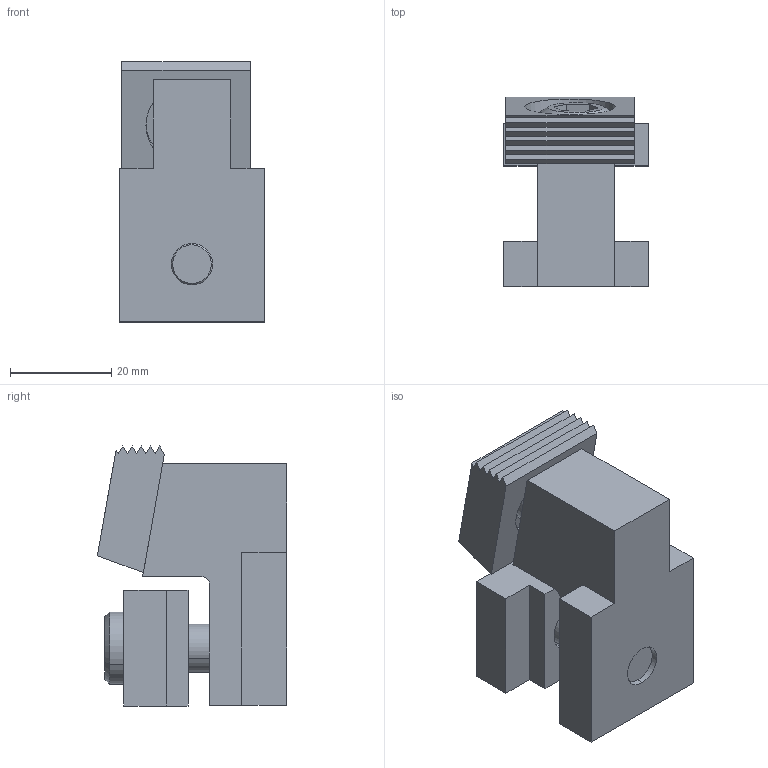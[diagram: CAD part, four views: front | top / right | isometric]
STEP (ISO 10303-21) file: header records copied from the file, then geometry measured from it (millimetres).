
FILE_DESCRIPTION (( 'STEP AP203' ), '1' );
FILE_NAME ('SW3dPS-52224.step', '2012-06-25T16:21:11', ( 'SysAdmin' ), ( 'SolidWorks' ), 'SwSTEP 2.0', 'SolidWorks 2012', '' );
FILE_SCHEMA (( 'CONFIG_CONTROL_DESIGN' ));
Length unit declared in the file: inch
Products named in the file (6): SW3dPS-52224; SW3dPS-52224_112224-1; SW3dPS-52224_T-NUT-1; SW3dPS-52224_1000-1; SW3dPS-52224_10373-1; SW3dPS-52224_Socket Head Cap Screw_AI
Assembly tree (5 placements, depth 2):
  SW3dPS-52224
    SW3dPS-52224_112224-1
    SW3dPS-52224_T-NUT-1
    SW3dPS-52224_1000-1
    SW3dPS-52224_10373-1
    SW3dPS-52224_Socket Head Cap Screw_AI
Bounding box: 28.57 x 37.39 x 51.38 mm (x, y, z)
Volume: 30026.9 mm3; surface area: 14552.7 mm2
Topology: 5 solids, 5 shells, 108 faces, 255 edges, 160 vertices
Faces by surface type: plane 73, cylinder 21, cone 10, sphere 2, torus 2
Entity records: 3790 total; most frequent: CARTESIAN_POINT 624, DIRECTION 545, ORIENTED_EDGE 502, EDGE_CURVE 251, AXIS2_PLACEMENT_3D 182, LINE 181, VECTOR 181, VERTEX_POINT 160
